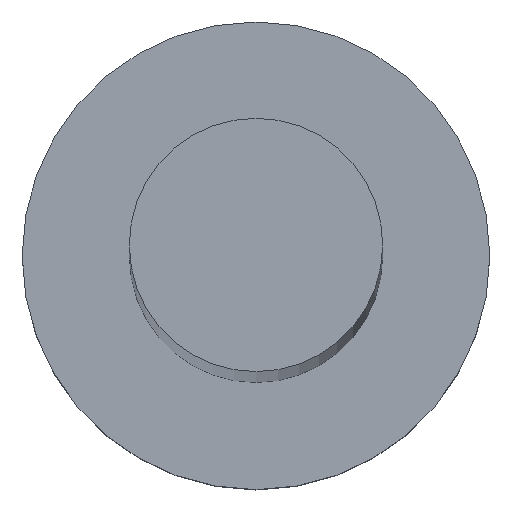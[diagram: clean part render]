
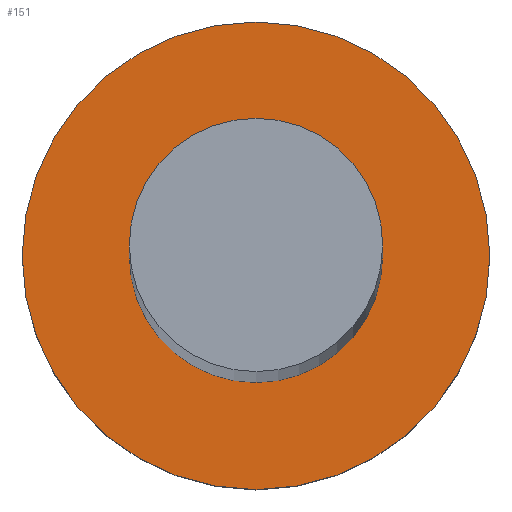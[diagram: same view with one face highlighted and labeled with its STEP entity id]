
A CAD part, top view. The second image highlights one B-rep face of the part: STEP entity #151.
In plain terms, the highlighted planar face has unit normal (0, 0, 1).
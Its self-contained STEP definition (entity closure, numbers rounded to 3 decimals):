
#24 = VERTEX_POINT ( 'NONE', #221 ) ;
#43 = ORIENTED_EDGE ( 'NONE', *, *, #181, .F. ) ;
#46 = AXIS2_PLACEMENT_3D ( 'NONE', #141, #202, #164 ) ;
#66 = AXIS2_PLACEMENT_3D ( 'NONE', #198, #137, #172 ) ;
#72 = DIRECTION ( 'NONE',  ( 0., 0., 1. ) ) ;
#79 = EDGE_CURVE ( 'NONE', #87, #24, #192, .T. ) ;
#81 = AXIS2_PLACEMENT_3D ( 'NONE', #138, #72, #115 ) ;
#83 = CIRCLE ( 'NONE', #46, 3.25 ) ;
#87 = VERTEX_POINT ( 'NONE', #211 ) ;
#113 = EDGE_CURVE ( 'NONE', #24, #87, #116, .T. ) ;
#115 = DIRECTION ( 'NONE',  ( 1., 0., 0. ) ) ;
#116 = CIRCLE ( 'NONE', #66, 6. ) ;
#118 = PLANE ( 'NONE',  #237 ) ;
#130 = ORIENTED_EDGE ( 'NONE', *, *, #220, .F. ) ;
#135 = CARTESIAN_POINT ( 'NONE',  ( 3.25, 0., 5. ) ) ;
#137 = DIRECTION ( 'NONE',  ( 0., 0., 1. ) ) ;
#138 = CARTESIAN_POINT ( 'NONE',  ( 0., 0., 5. ) ) ;
#141 = CARTESIAN_POINT ( 'NONE',  ( 0., 0., 5. ) ) ;
#146 = VERTEX_POINT ( 'NONE', #157 ) ;
#150 = CARTESIAN_POINT ( 'NONE',  ( 0., 0., 5. ) ) ;
#151 = ADVANCED_FACE ( 'NONE', ( #232, #228 ), #118, .T. ) ;
#153 = DIRECTION ( 'NONE',  ( 0., 0., 1. ) ) ;
#154 = DIRECTION ( 'NONE',  ( 1., 0., 0. ) ) ;
#157 = CARTESIAN_POINT ( 'NONE',  ( -3.25, 0., 5. ) ) ;
#163 = ORIENTED_EDGE ( 'NONE', *, *, #113, .T. ) ;
#164 = DIRECTION ( 'NONE',  ( 1., 0., 0. ) ) ;
#166 = VERTEX_POINT ( 'NONE', #135 ) ;
#167 = EDGE_LOOP ( 'NONE', ( #163, #219 ) ) ;
#172 = DIRECTION ( 'NONE',  ( 1., 0., 0. ) ) ;
#173 = DIRECTION ( 'NONE',  ( 0., 0., 1. ) ) ;
#180 = AXIS2_PLACEMENT_3D ( 'NONE', #150, #173, #154 ) ;
#181 = EDGE_CURVE ( 'NONE', #166, #146, #230, .T. ) ;
#186 = EDGE_LOOP ( 'NONE', ( #130, #43 ) ) ;
#192 = CIRCLE ( 'NONE', #81, 6. ) ;
#195 = CARTESIAN_POINT ( 'NONE',  ( 0., 0., 5. ) ) ;
#198 = CARTESIAN_POINT ( 'NONE',  ( 0., 0., 5. ) ) ;
#202 = DIRECTION ( 'NONE',  ( 0., 0., 1. ) ) ;
#211 = CARTESIAN_POINT ( 'NONE',  ( 6., 0., 5. ) ) ;
#219 = ORIENTED_EDGE ( 'NONE', *, *, #79, .T. ) ;
#220 = EDGE_CURVE ( 'NONE', #146, #166, #83, .T. ) ;
#221 = CARTESIAN_POINT ( 'NONE',  ( -6., 0., 5. ) ) ;
#228 = FACE_OUTER_BOUND ( 'NONE', #167, .T. ) ;
#230 = CIRCLE ( 'NONE', #180, 3.25 ) ;
#232 = FACE_BOUND ( 'NONE', #186, .T. ) ;
#237 = AXIS2_PLACEMENT_3D ( 'NONE', #195, #153, #247 ) ;
#247 = DIRECTION ( 'NONE',  ( 1., 0., 0. ) ) ;
